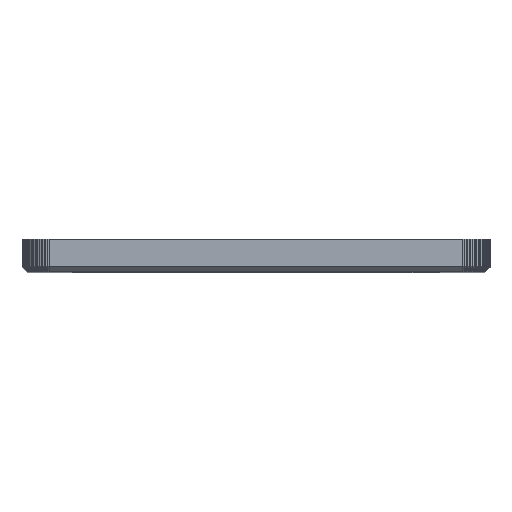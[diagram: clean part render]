
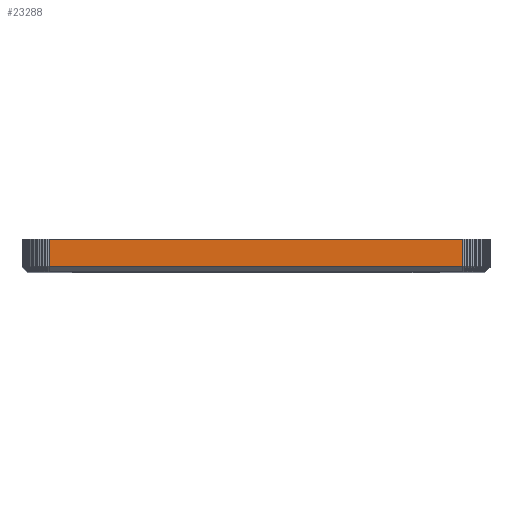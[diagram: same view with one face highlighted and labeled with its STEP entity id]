
A CAD part, top view. The second image highlights one B-rep face of the part: STEP entity #23288.
In plain terms, the highlighted planar face has unit normal (0, 0, 1).
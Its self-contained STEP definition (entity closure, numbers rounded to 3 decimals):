
#939=FACE_OUTER_BOUND('',#2413,.T.);
#2413=EDGE_LOOP('',(#17643,#17644,#17645,#17646));
#4355=LINE('',#34625,#7350);
#5003=LINE('',#35920,#7998);
#5045=LINE('',#36004,#8040);
#5087=LINE('',#36095,#8082);
#7350=VECTOR('',#27551,1.54);
#7998=VECTOR('',#28861,1.54);
#8040=VECTOR('',#28945,10.);
#8082=VECTOR('',#29013,10.);
#10098=VERTEX_POINT('',#34622);
#10099=VERTEX_POINT('',#34624);
#10329=VERTEX_POINT('',#35571);
#10415=VERTEX_POINT('',#35918);
#12289=EDGE_CURVE('',#10099,#10098,#4355,.T.);
#12937=EDGE_CURVE('',#10329,#10415,#5003,.T.);
#12979=EDGE_CURVE('',#10415,#10098,#5045,.T.);
#13025=EDGE_CURVE('',#10329,#10099,#5087,.T.);
#17643=ORIENTED_EDGE('',*,*,#13025,.T.);
#17644=ORIENTED_EDGE('',*,*,#12289,.T.);
#17645=ORIENTED_EDGE('',*,*,#12979,.F.);
#17646=ORIENTED_EDGE('',*,*,#12937,.F.);
#21844=PLANE('',#24784);
#23288=ADVANCED_FACE('',(#939),#21844,.T.);
#24784=AXIS2_PLACEMENT_3D('',#36094,#29011,#29012);
#27551=DIRECTION('',(0.,1.,0.));
#28861=DIRECTION('',(0.,1.,0.));
#28945=DIRECTION('',(1.,0.,0.));
#29011=DIRECTION('center_axis',(0.,0.,1.));
#29012=DIRECTION('ref_axis',(1.,0.,0.));
#29013=DIRECTION('',(1.,0.,0.));
#34622=CARTESIAN_POINT('',(72.006,84.239,168.148));
#34624=CARTESIAN_POINT('',(72.006,76.54,168.148));
#34625=CARTESIAN_POINT('',(72.006,76.54,168.148));
#35571=CARTESIAN_POINT('',(-45.778,76.54,168.148));
#35918=CARTESIAN_POINT('',(-45.778,84.239,168.148));
#35920=CARTESIAN_POINT('',(-45.778,76.54,168.148));
#36004=CARTESIAN_POINT('',(65.466,84.239,168.148));
#36094=CARTESIAN_POINT('Origin',(-40.778,76.54,168.148));
#36095=CARTESIAN_POINT('',(65.466,76.54,168.148));
